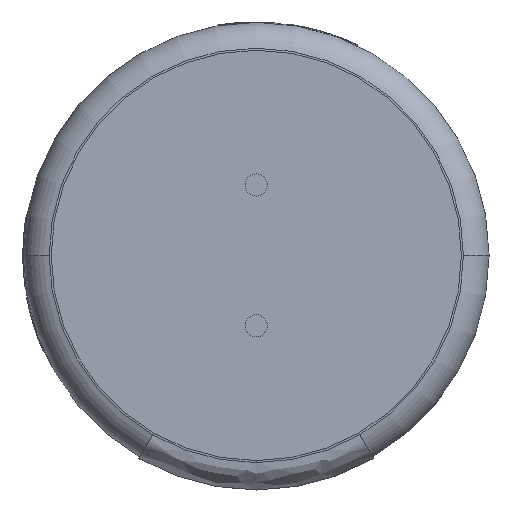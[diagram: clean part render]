
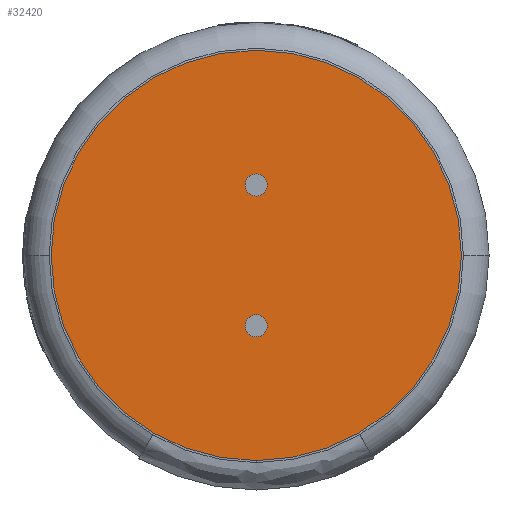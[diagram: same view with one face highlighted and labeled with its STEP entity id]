
A CAD part, front view. The second image highlights one B-rep face of the part: STEP entity #32420.
In plain terms, the highlighted planar face has unit normal (0, -1, 0).
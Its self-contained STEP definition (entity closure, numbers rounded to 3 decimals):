
#251 = ORIENTED_EDGE ( 'NONE', *, *, #27339, .F. ) ;
#1514 = VERTEX_POINT ( 'NONE', #36701 ) ;
#2533 = EDGE_CURVE ( 'NONE', #4704, #6217, #14478, .T. ) ;
#2716 = DIRECTION ( 'NONE',  ( 0., -1., 0. ) ) ;
#3381 = CARTESIAN_POINT ( 'NONE',  ( 0., 0., -3.7 ) ) ;
#3590 = AXIS2_PLACEMENT_3D ( 'NONE', #13851, #23096, #28741 ) ;
#3735 = CIRCLE ( 'NONE', #9065, 0.2 ) ;
#4130 = ORIENTED_EDGE ( 'NONE', *, *, #37504, .F. ) ;
#4432 = AXIS2_PLACEMENT_3D ( 'NONE', #33168, #35534, #15754 ) ;
#4704 = VERTEX_POINT ( 'NONE', #3381 ) ;
#4995 = DIRECTION ( 'NONE',  ( 0., -1., 0. ) ) ;
#5510 = DIRECTION ( 'NONE',  ( 0., 0., -1. ) ) ;
#5870 = ORIENTED_EDGE ( 'NONE', *, *, #14051, .F. ) ;
#5880 = DIRECTION ( 'NONE',  ( 0., 0., -1. ) ) ;
#6217 = VERTEX_POINT ( 'NONE', #17454 ) ;
#7087 = AXIS2_PLACEMENT_3D ( 'NONE', #35556, #2716, #32394 ) ;
#7555 = CIRCLE ( 'NONE', #4432, 0.2 ) ;
#7659 = ORIENTED_EDGE ( 'NONE', *, *, #2533, .T. ) ;
#8169 = CARTESIAN_POINT ( 'NONE',  ( 0., 0., -1.27 ) ) ;
#9065 = AXIS2_PLACEMENT_3D ( 'NONE', #24870, #37059, #33932 ) ;
#10144 = FACE_BOUND ( 'NONE', #35446, .T. ) ;
#10327 = AXIS2_PLACEMENT_3D ( 'NONE', #35696, #38579, #5880 ) ;
#12304 = CARTESIAN_POINT ( 'NONE',  ( 0., 0., 1.07 ) ) ;
#13276 = EDGE_LOOP ( 'NONE', ( #251, #13783 ) ) ;
#13783 = ORIENTED_EDGE ( 'NONE', *, *, #31527, .F. ) ;
#13822 = CARTESIAN_POINT ( 'NONE',  ( 0., 0., 1.47 ) ) ;
#13851 = CARTESIAN_POINT ( 'NONE',  ( 0., 0., 0. ) ) ;
#14051 = EDGE_CURVE ( 'NONE', #17449, #24971, #7555, .T. ) ;
#14179 = AXIS2_PLACEMENT_3D ( 'NONE', #38334, #19999, #5510 ) ;
#14478 = CIRCLE ( 'NONE', #3590, 3.7 ) ;
#15754 = DIRECTION ( 'NONE',  ( 0., 0., -1. ) ) ;
#16873 = DIRECTION ( 'NONE',  ( 0., 0., -1. ) ) ;
#17449 = VERTEX_POINT ( 'NONE', #12304 ) ;
#17454 = CARTESIAN_POINT ( 'NONE',  ( 0., 0., 3.7 ) ) ;
#18118 = EDGE_CURVE ( 'NONE', #6217, #4704, #27307, .T. ) ;
#19812 = ORIENTED_EDGE ( 'NONE', *, *, #18118, .T. ) ;
#19999 = DIRECTION ( 'NONE',  ( 0., -1., 0. ) ) ;
#22841 = AXIS2_PLACEMENT_3D ( 'NONE', #8169, #4995, #16873 ) ;
#23096 = DIRECTION ( 'NONE',  ( 0., -1., 0. ) ) ;
#24870 = CARTESIAN_POINT ( 'NONE',  ( 0., 0., -1.27 ) ) ;
#24971 = VERTEX_POINT ( 'NONE', #13822 ) ;
#26067 = CIRCLE ( 'NONE', #22841, 0.2 ) ;
#27307 = CIRCLE ( 'NONE', #7087, 3.7 ) ;
#27339 = EDGE_CURVE ( 'NONE', #35008, #1514, #3735, .T. ) ;
#27884 = FACE_OUTER_BOUND ( 'NONE', #30200, .T. ) ;
#28741 = DIRECTION ( 'NONE',  ( 0., 0., -1. ) ) ;
#29279 = FACE_BOUND ( 'NONE', #13276, .T. ) ;
#30200 = EDGE_LOOP ( 'NONE', ( #7659, #19812 ) ) ;
#30402 = CIRCLE ( 'NONE', #10327, 0.2 ) ;
#31527 = EDGE_CURVE ( 'NONE', #1514, #35008, #26067, .T. ) ;
#31932 = PLANE ( 'NONE',  #14179 ) ;
#32394 = DIRECTION ( 'NONE',  ( 0., 0., -1. ) ) ;
#32420 = ADVANCED_FACE ( 'NONE', ( #10144, #27884, #29279 ), #31932, .T. ) ;
#32891 = CARTESIAN_POINT ( 'NONE',  ( 0., 0., -1.07 ) ) ;
#33168 = CARTESIAN_POINT ( 'NONE',  ( 0., 0., 1.27 ) ) ;
#33932 = DIRECTION ( 'NONE',  ( 0., 0., -1. ) ) ;
#35008 = VERTEX_POINT ( 'NONE', #32891 ) ;
#35446 = EDGE_LOOP ( 'NONE', ( #4130, #5870 ) ) ;
#35534 = DIRECTION ( 'NONE',  ( 0., -1., 0. ) ) ;
#35556 = CARTESIAN_POINT ( 'NONE',  ( 0., 0., 0. ) ) ;
#35696 = CARTESIAN_POINT ( 'NONE',  ( 0., 0., 1.27 ) ) ;
#36701 = CARTESIAN_POINT ( 'NONE',  ( 0., 0., -1.47 ) ) ;
#37059 = DIRECTION ( 'NONE',  ( 0., -1., 0. ) ) ;
#37504 = EDGE_CURVE ( 'NONE', #24971, #17449, #30402, .T. ) ;
#38334 = CARTESIAN_POINT ( 'NONE',  ( 4., 0., 0. ) ) ;
#38579 = DIRECTION ( 'NONE',  ( 0., -1., 0. ) ) ;
